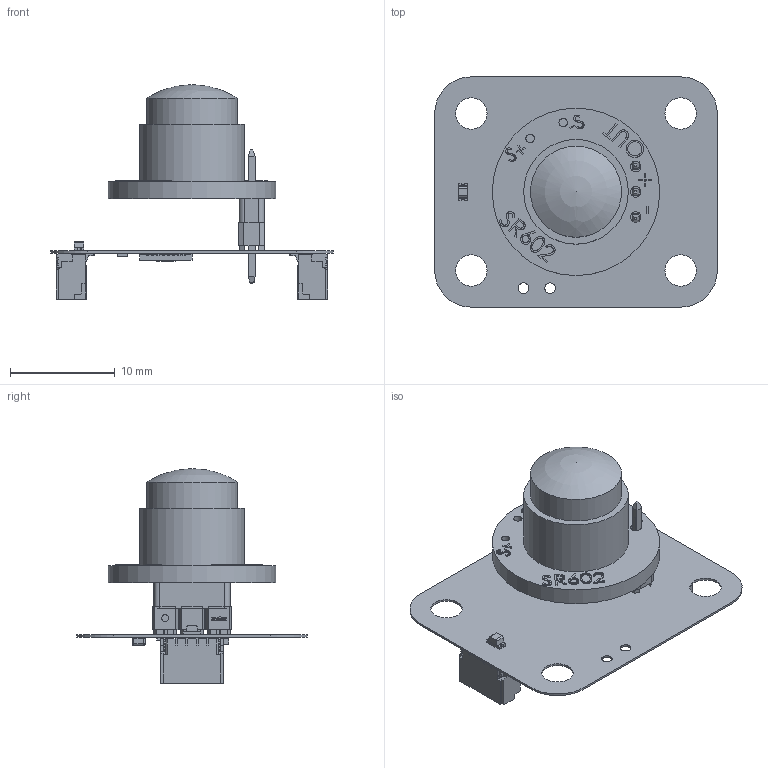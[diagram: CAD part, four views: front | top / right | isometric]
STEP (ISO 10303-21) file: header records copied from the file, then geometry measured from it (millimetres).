
FILE_DESCRIPTION(('Open CASCADE Model'),'2;1');
FILE_NAME('Open CASCADE Shape Model','2025-04-15T11:50:45',('Author'),( 'Open CASCADE'),'Open CASCADE STEP processor 7.5','Open CASCADE 7.5' ,'Unknown');
FILE_SCHEMA(('AUTOMOTIVE_DESIGN { 1 0 10303 214 1 1 1 1 }'));
Length unit declared in the file: millimetre
Products named in the file (34): PCB; Board; Open CASCADE STEP translator 7.5 5.1.1; J11; Conn_Molex_90120-0123_eec; body; header; logo; U; DUELink-U-Connector-BM04B-SRSS-TB; D; DUELink-Connector-BM04B-SRSS-TB; STAT; 0603 LED Green; Solid1; Solid4; R4; User Library-R SMD 0402; User Library-R SMD 0402_0402 BODY; User Library-R SMD 0402_0402 PAD; User Library-R SMD 0402_0402 OPIS; C2; 0805 SMD Capacitor; C1; C0402; Free-Models; PIR SR602; STM32-QFN32
Assembly tree (36 placements, depth 4):
  PCB
    Board
      Open CASCADE STEP translator 7.5 5.1.1
    J11
      Conn_Molex_90120-0123_eec
        body
        header  x3
        logo
    U
      DUELink-U-Connector-BM04B-SRSS-TB
    D
      DUELink-Connector-BM04B-SRSS-TB
    STAT
      0603 LED Green
        Solid1
        Solid4
        Solid1
        Solid1
        Solid4
        Solid1
        Solid1
        Solid1
    R4
      User Library-R SMD 0402
        User Library-R SMD 0402_0402 BODY
        User Library-R SMD 0402_0402 PAD  x2
        User Library-R SMD 0402_0402 OPIS
    C2
      0805 SMD Capacitor
    C1
      C0402
    Free-Models
      PIR SR602
      STM32-QFN32
Bounding box: 27 x 22 x 20.51 mm (x, y, z)
Volume: 1239.5 mm3; surface area: 2769.4 mm2
Topology: 93 solids, 93 shells, 1755 faces, 5797 edges, 5707 vertices
Faces by surface type: plane 1280, cylinder 220, bspline 149, extrusion 89, sphere 9, revolution 8
Full cylindrical faces by diameter (mm): 0.662 x1, 0.8 x2, 1 x6, 1.016 x2, 3 x4, 8.7 x1, 10 x1, 16 x1
Entity records: 75339 total; most frequent: CARTESIAN_POINT 22209, DIRECTION 8982, ORIENTED_EDGE 8548, VECTOR 4794, LINE 4705, EDGE_CURVE 4274, VERTEX_POINT 2799, AXIS2_PLACEMENT_3D 2090
